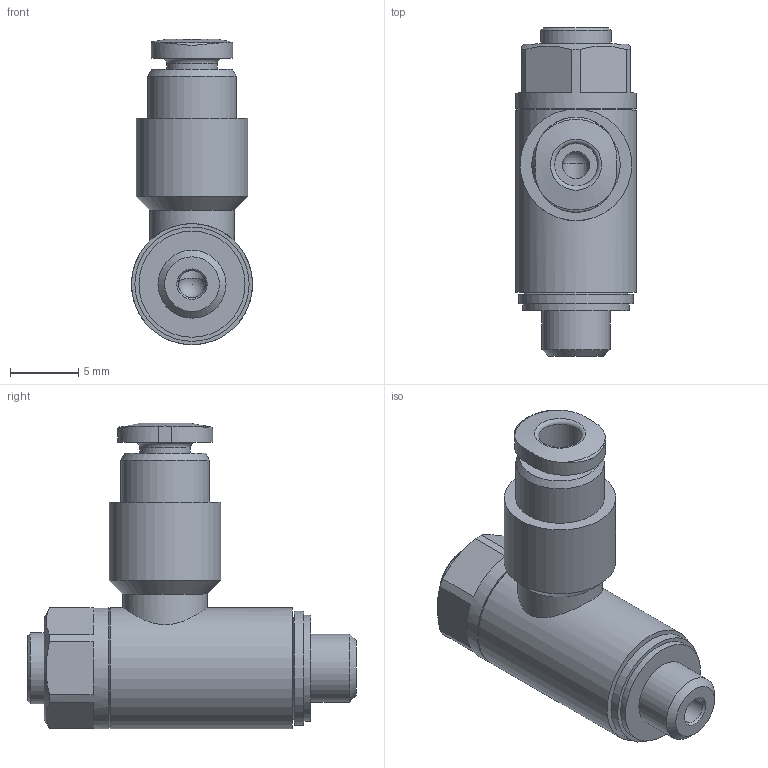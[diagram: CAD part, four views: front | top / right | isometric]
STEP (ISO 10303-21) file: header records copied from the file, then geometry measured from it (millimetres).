
FILE_DESCRIPTION(/* description */ ('STEP AP214'),/* implementation_level */ '2;1');
FILE_NAME(/* name */ '193153_GRLZ-M5-QS-3-D',/* time_stamp */ '2024-08-28T22:15:52+02:00',/* author */ ('License CC BY-ND 4.0'),/* organization */ ('CADENAS'),/* preprocessor_version */ 'ST-DEVELOPER v19.3',/* originating_system */ 'PARTsolutions',/* authorisation */ ' ');
FILE_SCHEMA (('AUTOMOTIVE_DESIGN {1 0 10303 214 3 1 1}'));
Length unit declared in the file: millimetre
Products named in the file (1): 193153 GRLZ-M5-QS-3-D
Bounding box: 8.9 x 24.15 x 22.45 mm (x, y, z)
Volume: 1667.5 mm3; surface area: 1391.7 mm2
Topology: 1 solids, 1 shells, 71 faces, 162 edges, 103 vertices
Faces by surface type: plane 39, cylinder 16, cone 10, torus 5, sphere 1
Full cylindrical faces by diameter (mm): 2 x2, 3.15 x1, 3.7 x1, 4.2 x1, 5 x1, 5.2 x1, 6.2 x1, 6.5 x1, 7.8 x1, 8.2 x1, 8.4 x1, 8.9 x2
Entity records: 2383 total; most frequent: CARTESIAN_POINT 391, DIRECTION 310, ORIENTED_EDGE 258, AXIS2_PLACEMENT_3D 131, EDGE_CURVE 129, EDGE_LOOP 111, FACE_BOUND 111, VERTEX_POINT 98
